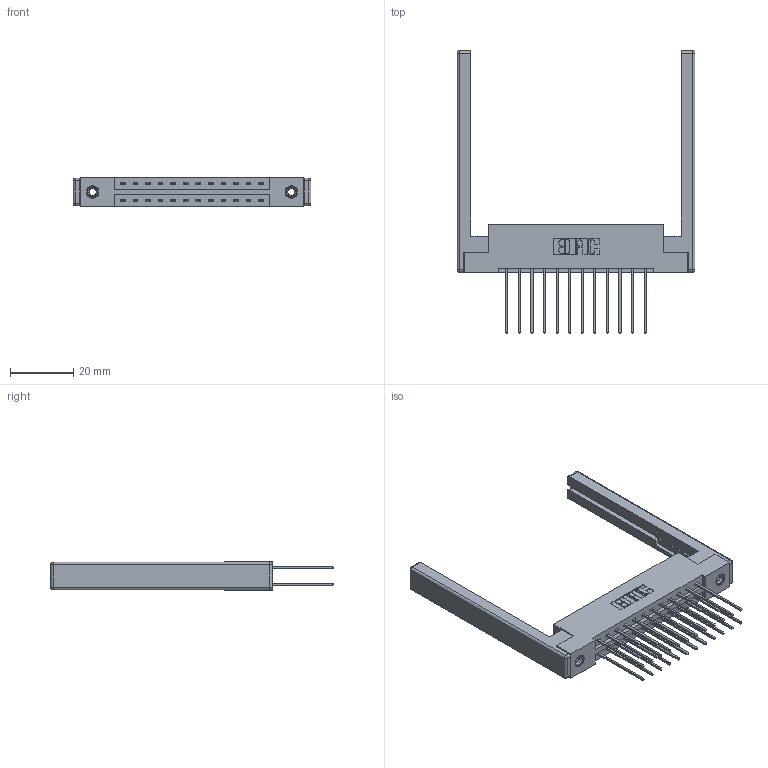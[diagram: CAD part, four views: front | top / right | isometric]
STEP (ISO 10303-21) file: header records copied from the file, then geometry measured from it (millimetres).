
FILE_DESCRIPTION (( 'STEP AP203' ), '1' );
FILE_NAME ('387-024-541-268.STEP', '2019-10-16T18:20:31', ( '' ), ( '' ), 'SwSTEP 2.0', 'SolidWorks 2016', '' );
FILE_SCHEMA (( 'CONFIG_CONTROL_DESIGN' ));
Length unit declared in the file: inch
Products named in the file (5): 345-250-001_345-250-001-102; 307-220-068; 387-024-541-268; 337 Part_Flush Mounting Lugs - 0.156 Dia-TI; 345-292-001_345-293-141
Assembly tree (29 placements, depth 2):
  387-024-541-268
    337 Part_Flush Mounting Lugs - 0.156 Dia-TI
    345-292-001_345-293-141  x24
    345-250-001_345-250-001-102  x2
    307-220-068  x2
Bounding box: 74.98 x 89.03 x 9.4 mm (x, y, z)
Volume: 12025.2 mm3; surface area: 13071.6 mm2
Topology: 29 solids, 29 shells, 1564 faces, 4565 edges, 2990 vertices
Faces by surface type: plane 1070, cylinder 470, cone 12, sphere 8, torus 4
Entity records: 15962 total; most frequent: CARTESIAN_POINT 2679, ORIENTED_EDGE 2604, DIRECTION 2404, EDGE_CURVE 1302, VECTOR 1124, LINE 1124, VERTEX_POINT 858, AXIS2_PLACEMENT_3D 640
